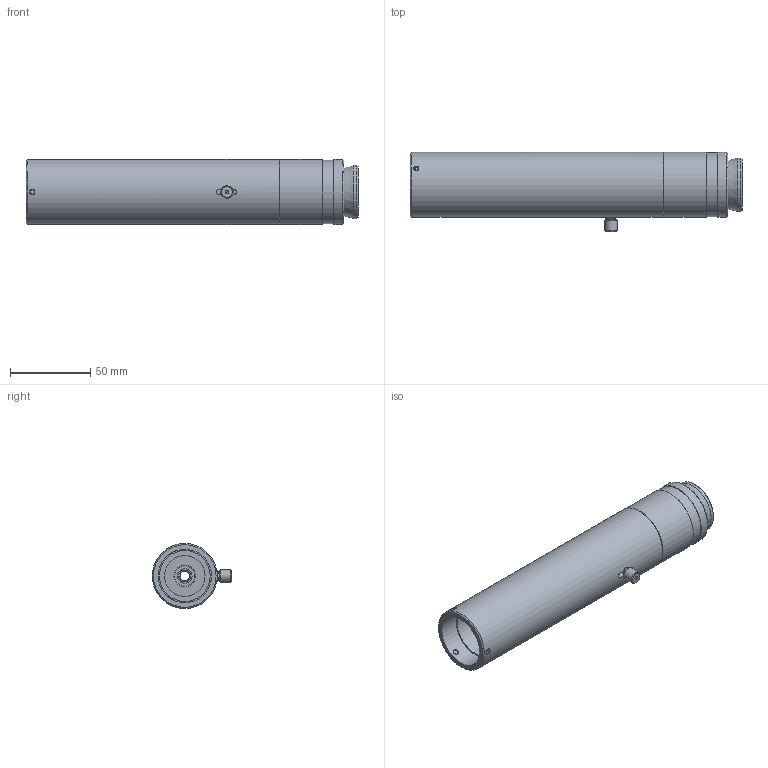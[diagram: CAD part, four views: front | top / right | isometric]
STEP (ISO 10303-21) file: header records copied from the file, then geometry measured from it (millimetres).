
FILE_DESCRIPTION((''),'2;1');
FILE_NAME('6105_0.stp','2009-05-21T14:53:50',('PODLENA'),(''),'Autodesk Inventor 2009','Autodesk Inventor 2009','');
FILE_SCHEMA(('AUTOMOTIVE_DESIGN { 1 0 10303 214 1 1 1 1 }'));
Length unit declared in the file: inch
Products named in the file (9): Assembly1 (LevelofDetail1); 6105.iam (~1); 6110; 6109; 6111; 7105; 60148; 7004; 7141
Assembly tree (11 placements, depth 3):
  Assembly1 (LevelofDetail1)
    6105.iam (~1)
      6110
      6109
      6111
      7105
      60148
      7004  x4
      7141
Bounding box: 207.42 x 49.67 x 40.64 mm (x, y, z)
Volume: 107704.5 mm3; surface area: 59093.1 mm2
Topology: 10 solids, 10 shells, 137 faces, 279 edges, 181 vertices
Faces by surface type: plane 68, cylinder 39, cone 23, sphere 4, bspline 3
Full cylindrical faces by diameter (mm): 2.159 x1, 2.845 x1, 3.302 x3, 3.48 x1, 4.166 x4, 5.994 x1, 6.35 x1, 7.493 x1, 7.874 x1, 9.119 x1, 12.7 x1, 13.564 x1, 25.4 x1, 26.975 x1, 31.75 x1, 33.325 x3, 33.35 x2, 37.084 x1, 38.1 x2, 38.964 x1, 39.878 x1, 40.64 x3
Entity records: 3275 total; most frequent: CARTESIAN_POINT 1004, DIRECTION 440, ORIENTED_EDGE 298, AXIS2_PLACEMENT_3D 197, EDGE_LOOP 196, EDGE_CURVE 149, VERTEX_POINT 129, FACE_OUTER_BOUND 104
